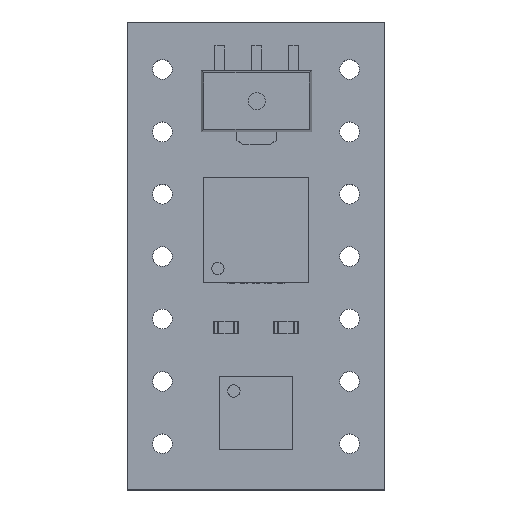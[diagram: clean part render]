
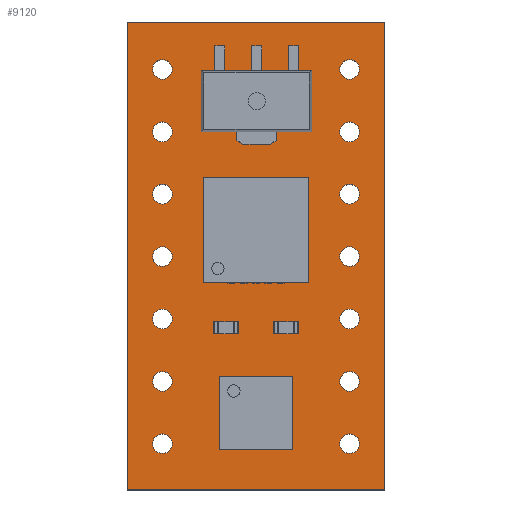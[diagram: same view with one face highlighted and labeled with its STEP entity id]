
A CAD part, top view. The second image highlights one B-rep face of the part: STEP entity #9120.
In plain terms, the highlighted planar face has unit normal (0, 0, 1).
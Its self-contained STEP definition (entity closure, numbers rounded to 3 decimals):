
#8854 = VERTEX_POINT('',#8855);
#8855 = CARTESIAN_POINT('',(5.232,-9.525,2.218));
#8861 = EDGE_CURVE('',#8854,#8862,#8864,.T.);
#8862 = VERTEX_POINT('',#8863);
#8863 = CARTESIAN_POINT('',(-5.232,-9.525,2.218));
#8864 = LINE('',#8865,#8866);
#8865 = CARTESIAN_POINT('',(5.232,-9.525,2.218));
#8866 = VECTOR('',#8867,1.);
#8867 = DIRECTION('',(-1.,0.,0.));
#8894 = VERTEX_POINT('',#8895);
#8895 = CARTESIAN_POINT('',(5.232,9.525,2.218));
#8901 = EDGE_CURVE('',#8894,#8854,#8902,.T.);
#8902 = LINE('',#8903,#8904);
#8903 = CARTESIAN_POINT('',(5.232,9.525,2.218));
#8904 = VECTOR('',#8905,1.);
#8905 = DIRECTION('',(0.,-1.,0.));
#8923 = EDGE_CURVE('',#8862,#8924,#8926,.T.);
#8924 = VERTEX_POINT('',#8925);
#8925 = CARTESIAN_POINT('',(-5.232,9.525,2.218));
#8926 = LINE('',#8927,#8928);
#8927 = CARTESIAN_POINT('',(-5.232,-9.525,2.218));
#8928 = VECTOR('',#8929,1.);
#8929 = DIRECTION('',(0.,1.,0.));
#9120 = ADVANCED_FACE('',(#9121,#9132,#9143,#9154,#9165,#9176,#9187,
    #9198,#9209,#9220,#9231,#9242,#9253,#9264,#9275),#9286,.F.);
#9121 = FACE_BOUND('',#9122,.F.);
#9122 = EDGE_LOOP('',(#9123,#9124,#9125,#9131));
#9123 = ORIENTED_EDGE('',*,*,#8861,.T.);
#9124 = ORIENTED_EDGE('',*,*,#8923,.T.);
#9125 = ORIENTED_EDGE('',*,*,#9126,.T.);
#9126 = EDGE_CURVE('',#8924,#8894,#9127,.T.);
#9127 = LINE('',#9128,#9129);
#9128 = CARTESIAN_POINT('',(-5.232,9.525,2.218));
#9129 = VECTOR('',#9130,1.);
#9130 = DIRECTION('',(1.,0.,0.));
#9131 = ORIENTED_EDGE('',*,*,#8901,.T.);
#9132 = FACE_BOUND('',#9133,.F.);
#9133 = EDGE_LOOP('',(#9134));
#9134 = ORIENTED_EDGE('',*,*,#9135,.F.);
#9135 = EDGE_CURVE('',#9136,#9136,#9138,.T.);
#9136 = VERTEX_POINT('',#9137);
#9137 = CARTESIAN_POINT('',(3.81,-8.045,2.218));
#9138 = CIRCLE('',#9139,0.4);
#9139 = AXIS2_PLACEMENT_3D('',#9140,#9141,#9142);
#9140 = CARTESIAN_POINT('',(3.81,-7.645,2.218));
#9141 = DIRECTION('',(-0.,0.,-1.));
#9142 = DIRECTION('',(-0.,-1.,0.));
#9143 = FACE_BOUND('',#9144,.F.);
#9144 = EDGE_LOOP('',(#9145));
#9145 = ORIENTED_EDGE('',*,*,#9146,.F.);
#9146 = EDGE_CURVE('',#9147,#9147,#9149,.T.);
#9147 = VERTEX_POINT('',#9148);
#9148 = CARTESIAN_POINT('',(3.81,-5.505,2.218));
#9149 = CIRCLE('',#9150,0.4);
#9150 = AXIS2_PLACEMENT_3D('',#9151,#9152,#9153);
#9151 = CARTESIAN_POINT('',(3.81,-5.105,2.218));
#9152 = DIRECTION('',(-0.,0.,-1.));
#9153 = DIRECTION('',(-0.,-1.,0.));
#9154 = FACE_BOUND('',#9155,.F.);
#9155 = EDGE_LOOP('',(#9156));
#9156 = ORIENTED_EDGE('',*,*,#9157,.F.);
#9157 = EDGE_CURVE('',#9158,#9158,#9160,.T.);
#9158 = VERTEX_POINT('',#9159);
#9159 = CARTESIAN_POINT('',(3.81,-2.965,2.218));
#9160 = CIRCLE('',#9161,0.4);
#9161 = AXIS2_PLACEMENT_3D('',#9162,#9163,#9164);
#9162 = CARTESIAN_POINT('',(3.81,-2.565,2.218));
#9163 = DIRECTION('',(-0.,0.,-1.));
#9164 = DIRECTION('',(-0.,-1.,0.));
#9165 = FACE_BOUND('',#9166,.F.);
#9166 = EDGE_LOOP('',(#9167));
#9167 = ORIENTED_EDGE('',*,*,#9168,.F.);
#9168 = EDGE_CURVE('',#9169,#9169,#9171,.T.);
#9169 = VERTEX_POINT('',#9170);
#9170 = CARTESIAN_POINT('',(3.81,-0.425,2.218));
#9171 = CIRCLE('',#9172,0.4);
#9172 = AXIS2_PLACEMENT_3D('',#9173,#9174,#9175);
#9173 = CARTESIAN_POINT('',(3.81,-0.025,2.218));
#9174 = DIRECTION('',(-0.,0.,-1.));
#9175 = DIRECTION('',(-0.,-1.,0.));
#9176 = FACE_BOUND('',#9177,.F.);
#9177 = EDGE_LOOP('',(#9178));
#9178 = ORIENTED_EDGE('',*,*,#9179,.F.);
#9179 = EDGE_CURVE('',#9180,#9180,#9182,.T.);
#9180 = VERTEX_POINT('',#9181);
#9181 = CARTESIAN_POINT('',(-3.81,-8.045,2.218));
#9182 = CIRCLE('',#9183,0.4);
#9183 = AXIS2_PLACEMENT_3D('',#9184,#9185,#9186);
#9184 = CARTESIAN_POINT('',(-3.81,-7.645,2.218));
#9185 = DIRECTION('',(-0.,0.,-1.));
#9186 = DIRECTION('',(-0.,-1.,0.));
#9187 = FACE_BOUND('',#9188,.F.);
#9188 = EDGE_LOOP('',(#9189));
#9189 = ORIENTED_EDGE('',*,*,#9190,.F.);
#9190 = EDGE_CURVE('',#9191,#9191,#9193,.T.);
#9191 = VERTEX_POINT('',#9192);
#9192 = CARTESIAN_POINT('',(-3.81,-5.505,2.218));
#9193 = CIRCLE('',#9194,0.4);
#9194 = AXIS2_PLACEMENT_3D('',#9195,#9196,#9197);
#9195 = CARTESIAN_POINT('',(-3.81,-5.105,2.218));
#9196 = DIRECTION('',(-0.,0.,-1.));
#9197 = DIRECTION('',(-0.,-1.,0.));
#9198 = FACE_BOUND('',#9199,.F.);
#9199 = EDGE_LOOP('',(#9200));
#9200 = ORIENTED_EDGE('',*,*,#9201,.F.);
#9201 = EDGE_CURVE('',#9202,#9202,#9204,.T.);
#9202 = VERTEX_POINT('',#9203);
#9203 = CARTESIAN_POINT('',(-3.81,-2.965,2.218));
#9204 = CIRCLE('',#9205,0.4);
#9205 = AXIS2_PLACEMENT_3D('',#9206,#9207,#9208);
#9206 = CARTESIAN_POINT('',(-3.81,-2.565,2.218));
#9207 = DIRECTION('',(-0.,0.,-1.));
#9208 = DIRECTION('',(-0.,-1.,0.));
#9209 = FACE_BOUND('',#9210,.F.);
#9210 = EDGE_LOOP('',(#9211));
#9211 = ORIENTED_EDGE('',*,*,#9212,.F.);
#9212 = EDGE_CURVE('',#9213,#9213,#9215,.T.);
#9213 = VERTEX_POINT('',#9214);
#9214 = CARTESIAN_POINT('',(-3.81,-0.425,2.218));
#9215 = CIRCLE('',#9216,0.4);
#9216 = AXIS2_PLACEMENT_3D('',#9217,#9218,#9219);
#9217 = CARTESIAN_POINT('',(-3.81,-0.025,2.218));
#9218 = DIRECTION('',(-0.,0.,-1.));
#9219 = DIRECTION('',(-0.,-1.,0.));
#9220 = FACE_BOUND('',#9221,.F.);
#9221 = EDGE_LOOP('',(#9222));
#9222 = ORIENTED_EDGE('',*,*,#9223,.F.);
#9223 = EDGE_CURVE('',#9224,#9224,#9226,.T.);
#9224 = VERTEX_POINT('',#9225);
#9225 = CARTESIAN_POINT('',(3.81,2.115,2.218));
#9226 = CIRCLE('',#9227,0.4);
#9227 = AXIS2_PLACEMENT_3D('',#9228,#9229,#9230);
#9228 = CARTESIAN_POINT('',(3.81,2.515,2.218));
#9229 = DIRECTION('',(-0.,0.,-1.));
#9230 = DIRECTION('',(-0.,-1.,0.));
#9231 = FACE_BOUND('',#9232,.F.);
#9232 = EDGE_LOOP('',(#9233));
#9233 = ORIENTED_EDGE('',*,*,#9234,.F.);
#9234 = EDGE_CURVE('',#9235,#9235,#9237,.T.);
#9235 = VERTEX_POINT('',#9236);
#9236 = CARTESIAN_POINT('',(3.81,4.655,2.218));
#9237 = CIRCLE('',#9238,0.4);
#9238 = AXIS2_PLACEMENT_3D('',#9239,#9240,#9241);
#9239 = CARTESIAN_POINT('',(3.81,5.055,2.218));
#9240 = DIRECTION('',(-0.,0.,-1.));
#9241 = DIRECTION('',(-0.,-1.,0.));
#9242 = FACE_BOUND('',#9243,.F.);
#9243 = EDGE_LOOP('',(#9244));
#9244 = ORIENTED_EDGE('',*,*,#9245,.F.);
#9245 = EDGE_CURVE('',#9246,#9246,#9248,.T.);
#9246 = VERTEX_POINT('',#9247);
#9247 = CARTESIAN_POINT('',(3.81,7.195,2.218));
#9248 = CIRCLE('',#9249,0.4);
#9249 = AXIS2_PLACEMENT_3D('',#9250,#9251,#9252);
#9250 = CARTESIAN_POINT('',(3.81,7.595,2.218));
#9251 = DIRECTION('',(-0.,0.,-1.));
#9252 = DIRECTION('',(-0.,-1.,0.));
#9253 = FACE_BOUND('',#9254,.F.);
#9254 = EDGE_LOOP('',(#9255));
#9255 = ORIENTED_EDGE('',*,*,#9256,.F.);
#9256 = EDGE_CURVE('',#9257,#9257,#9259,.T.);
#9257 = VERTEX_POINT('',#9258);
#9258 = CARTESIAN_POINT('',(-3.81,2.115,2.218));
#9259 = CIRCLE('',#9260,0.4);
#9260 = AXIS2_PLACEMENT_3D('',#9261,#9262,#9263);
#9261 = CARTESIAN_POINT('',(-3.81,2.515,2.218));
#9262 = DIRECTION('',(-0.,0.,-1.));
#9263 = DIRECTION('',(-0.,-1.,0.));
#9264 = FACE_BOUND('',#9265,.F.);
#9265 = EDGE_LOOP('',(#9266));
#9266 = ORIENTED_EDGE('',*,*,#9267,.F.);
#9267 = EDGE_CURVE('',#9268,#9268,#9270,.T.);
#9268 = VERTEX_POINT('',#9269);
#9269 = CARTESIAN_POINT('',(-3.81,4.655,2.218));
#9270 = CIRCLE('',#9271,0.4);
#9271 = AXIS2_PLACEMENT_3D('',#9272,#9273,#9274);
#9272 = CARTESIAN_POINT('',(-3.81,5.055,2.218));
#9273 = DIRECTION('',(-0.,0.,-1.));
#9274 = DIRECTION('',(-0.,-1.,0.));
#9275 = FACE_BOUND('',#9276,.F.);
#9276 = EDGE_LOOP('',(#9277));
#9277 = ORIENTED_EDGE('',*,*,#9278,.F.);
#9278 = EDGE_CURVE('',#9279,#9279,#9281,.T.);
#9279 = VERTEX_POINT('',#9280);
#9280 = CARTESIAN_POINT('',(-3.81,7.195,2.218));
#9281 = CIRCLE('',#9282,0.4);
#9282 = AXIS2_PLACEMENT_3D('',#9283,#9284,#9285);
#9283 = CARTESIAN_POINT('',(-3.81,7.595,2.218));
#9284 = DIRECTION('',(-0.,0.,-1.));
#9285 = DIRECTION('',(-0.,-1.,0.));
#9286 = PLANE('',#9287);
#9287 = AXIS2_PLACEMENT_3D('',#9288,#9289,#9290);
#9288 = CARTESIAN_POINT('',(0.,0.,2.218));
#9289 = DIRECTION('',(-0.,-0.,-1.));
#9290 = DIRECTION('',(-1.,0.,0.));
